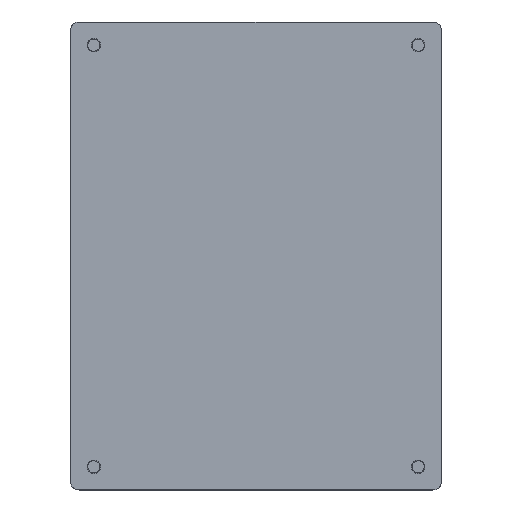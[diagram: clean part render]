
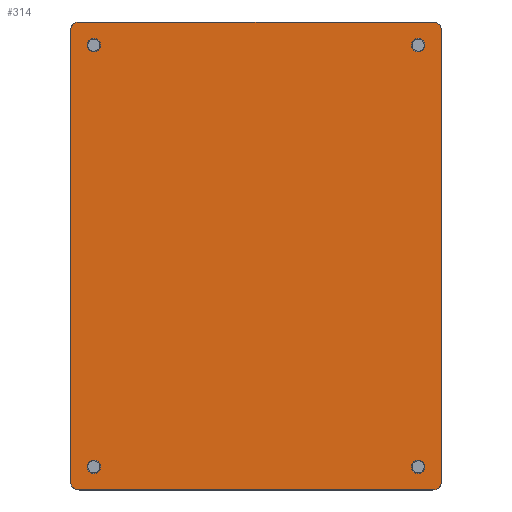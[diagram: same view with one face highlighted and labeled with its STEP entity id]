
A CAD part, top view. The second image highlights one B-rep face of the part: STEP entity #314.
In plain terms, the highlighted planar face has unit normal (0, 0, 1).
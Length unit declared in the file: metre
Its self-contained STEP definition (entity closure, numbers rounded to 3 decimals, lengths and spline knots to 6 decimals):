
#28=B_SPLINE_CURVE_WITH_KNOTS('',3,(#434,#435,#436,#437),.UNSPECIFIED.,
 .F.,.F.,(4,4),(0.,1.),.UNSPECIFIED.);
#29=B_SPLINE_CURVE_WITH_KNOTS('',3,(#441,#442,#443,#444),.UNSPECIFIED.,
 .F.,.F.,(4,4),(0.,1.),.UNSPECIFIED.);
#30=B_SPLINE_CURVE_WITH_KNOTS('',3,(#448,#449,#450,#451),.UNSPECIFIED.,
 .F.,.F.,(4,4),(0.,1.),.UNSPECIFIED.);
#31=B_SPLINE_CURVE_WITH_KNOTS('',3,(#455,#456,#457,#458),.UNSPECIFIED.,
 .F.,.F.,(4,4),(0.,1.),.UNSPECIFIED.);
#60=LINE('',#431,#64);
#61=LINE('',#439,#65);
#62=LINE('',#446,#66);
#63=LINE('',#453,#67);
#64=VECTOR('',#383,1.);
#65=VECTOR('',#384,1.);
#66=VECTOR('',#385,1.);
#67=VECTOR('',#386,1.);
#68=ORIENTED_EDGE('',*,*,#156,.T.);
#69=ORIENTED_EDGE('',*,*,#157,.T.);
#70=ORIENTED_EDGE('',*,*,#158,.T.);
#71=ORIENTED_EDGE('',*,*,#159,.T.);
#72=ORIENTED_EDGE('',*,*,#160,.T.);
#73=ORIENTED_EDGE('',*,*,#161,.T.);
#74=ORIENTED_EDGE('',*,*,#162,.F.);
#75=ORIENTED_EDGE('',*,*,#163,.T.);
#76=ORIENTED_EDGE('',*,*,#164,.F.);
#77=ORIENTED_EDGE('',*,*,#165,.T.);
#78=ORIENTED_EDGE('',*,*,#166,.T.);
#79=ORIENTED_EDGE('',*,*,#167,.T.);
#156=EDGE_CURVE('',#200,#200,#228,.F.);
#157=EDGE_CURVE('',#201,#201,#229,.F.);
#158=EDGE_CURVE('',#202,#203,#60,.T.);
#159=EDGE_CURVE('',#203,#204,#28,.T.);
#160=EDGE_CURVE('',#204,#205,#61,.T.);
#161=EDGE_CURVE('',#205,#206,#29,.T.);
#162=EDGE_CURVE('',#207,#206,#62,.T.);
#163=EDGE_CURVE('',#207,#208,#30,.T.);
#164=EDGE_CURVE('',#209,#208,#63,.T.);
#165=EDGE_CURVE('',#209,#202,#31,.T.);
#166=EDGE_CURVE('',#210,#210,#230,.F.);
#167=EDGE_CURVE('',#211,#211,#231,.F.);
#200=VERTEX_POINT('',#428);
#201=VERTEX_POINT('',#430);
#202=VERTEX_POINT('',#432);
#203=VERTEX_POINT('',#433);
#204=VERTEX_POINT('',#438);
#205=VERTEX_POINT('',#440);
#206=VERTEX_POINT('',#445);
#207=VERTEX_POINT('',#447);
#208=VERTEX_POINT('',#452);
#209=VERTEX_POINT('',#454);
#210=VERTEX_POINT('',#460);
#211=VERTEX_POINT('',#462);
#228=CIRCLE('',#354,0.00145);
#229=CIRCLE('',#355,0.00145);
#230=CIRCLE('',#356,0.00145);
#231=CIRCLE('',#357,0.00145);
#236=EDGE_LOOP('',(#68));
#237=EDGE_LOOP('',(#69));
#238=EDGE_LOOP('',(#70,#71,#72,#73,#74,#75,#76,#77));
#239=EDGE_LOOP('',(#78));
#240=EDGE_LOOP('',(#79));
#270=FACE_BOUND('',#236,.T.);
#271=FACE_BOUND('',#237,.T.);
#272=FACE_BOUND('',#238,.T.);
#273=FACE_BOUND('',#239,.T.);
#274=FACE_BOUND('',#240,.T.);
#304=PLANE('',#353);
#314=ADVANCED_FACE('',(#270,#271,#272,#273,#274),#304,.T.);
#353=AXIS2_PLACEMENT_3D('',#426,#377,#378);
#354=AXIS2_PLACEMENT_3D('',#427,#379,#380);
#355=AXIS2_PLACEMENT_3D('',#429,#381,#382);
#356=AXIS2_PLACEMENT_3D('',#459,#387,#388);
#357=AXIS2_PLACEMENT_3D('',#461,#389,#390);
#377=DIRECTION('',(0.,0.,1.));
#378=DIRECTION('',(1.,0.,0.));
#379=DIRECTION('',(0.,0.,1.));
#380=DIRECTION('',(1.,0.,0.));
#381=DIRECTION('',(0.,0.,1.));
#382=DIRECTION('',(1.,0.,0.));
#383=DIRECTION('',(0.,1.,0.));
#384=DIRECTION('',(-1.,0.,0.));
#385=DIRECTION('',(0.,1.,0.));
#386=DIRECTION('',(-1.,0.,0.));
#387=DIRECTION('',(0.,0.,1.));
#388=DIRECTION('',(1.,0.,0.));
#389=DIRECTION('',(0.,0.,1.));
#390=DIRECTION('',(1.,0.,0.));
#426=CARTESIAN_POINT('',(0.167,0.,0.003));
#427=CARTESIAN_POINT('',(0.202,0.0455,0.003));
#428=CARTESIAN_POINT('',(0.20345,0.0455,0.003));
#429=CARTESIAN_POINT('',(0.132,-0.0455,0.003));
#430=CARTESIAN_POINT('',(0.13345,-0.0455,0.003));
#431=CARTESIAN_POINT('',(0.207,0.,0.003));
#432=CARTESIAN_POINT('',(0.207,-0.0485,0.003));
#433=CARTESIAN_POINT('',(0.207,0.0485,0.003));
#434=CARTESIAN_POINT('',(0.207,0.0485,0.003));
#435=CARTESIAN_POINT('',(0.207,0.049833,0.003));
#436=CARTESIAN_POINT('',(0.206333,0.0505,0.003));
#437=CARTESIAN_POINT('',(0.205,0.0505,0.003));
#438=CARTESIAN_POINT('',(0.205,0.0505,0.003));
#439=CARTESIAN_POINT('',(0.167,0.0505,0.003));
#440=CARTESIAN_POINT('',(0.129,0.0505,0.003));
#441=CARTESIAN_POINT('',(0.129,0.0505,0.003));
#442=CARTESIAN_POINT('',(0.127667,0.0505,0.003));
#443=CARTESIAN_POINT('',(0.127,0.049833,0.003));
#444=CARTESIAN_POINT('',(0.127,0.0485,0.003));
#445=CARTESIAN_POINT('',(0.127,0.0485,0.003));
#446=CARTESIAN_POINT('',(0.127,0.,0.003));
#447=CARTESIAN_POINT('',(0.127,-0.0485,0.003));
#448=CARTESIAN_POINT('',(0.127,-0.0485,0.003));
#449=CARTESIAN_POINT('',(0.127,-0.049833,0.003));
#450=CARTESIAN_POINT('',(0.127667,-0.0505,0.003));
#451=CARTESIAN_POINT('',(0.129,-0.0505,0.003));
#452=CARTESIAN_POINT('',(0.129,-0.0505,0.003));
#453=CARTESIAN_POINT('',(0.167,-0.0505,0.003));
#454=CARTESIAN_POINT('',(0.205,-0.0505,0.003));
#455=CARTESIAN_POINT('',(0.205,-0.0505,0.003));
#456=CARTESIAN_POINT('',(0.206333,-0.0505,0.003));
#457=CARTESIAN_POINT('',(0.207,-0.049833,0.003));
#458=CARTESIAN_POINT('',(0.207,-0.0485,0.003));
#459=CARTESIAN_POINT('',(0.202,-0.0455,0.003));
#460=CARTESIAN_POINT('',(0.20345,-0.0455,0.003));
#461=CARTESIAN_POINT('',(0.132,0.0455,0.003));
#462=CARTESIAN_POINT('',(0.13345,0.0455,0.003));
